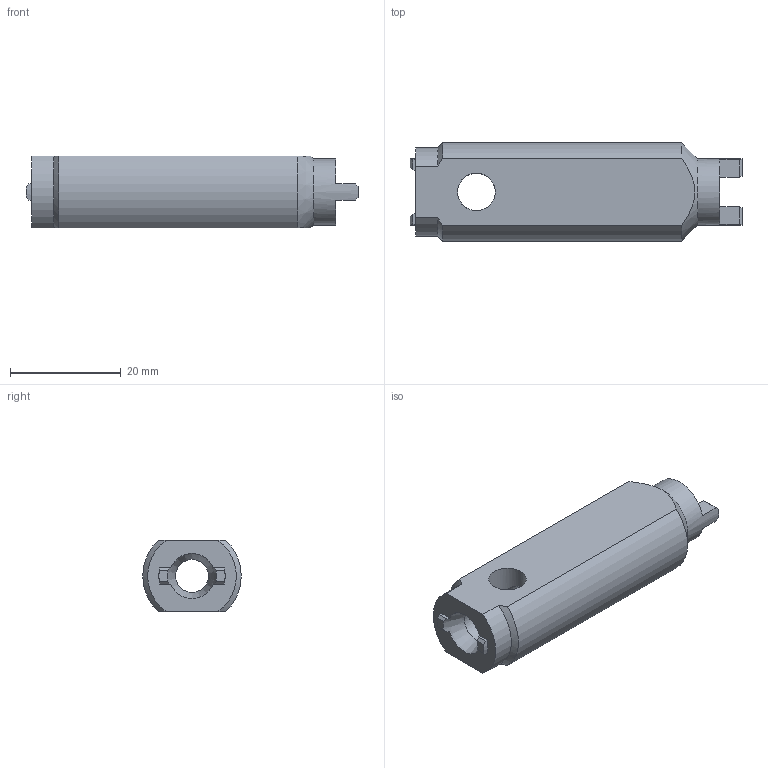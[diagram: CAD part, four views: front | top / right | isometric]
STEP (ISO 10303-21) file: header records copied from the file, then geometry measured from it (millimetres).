
FILE_DESCRIPTION (( 'STEP AP214' ), '1' );
FILE_NAME ('PS4.ER4.002.090.STEP', '2020-11-20T16:37:49', ( '' ), ( '' ), 'SwSTEP 2.0', 'SolidWorks 2017', '' );
FILE_SCHEMA (( 'AUTOMOTIVE_DESIGN' ));
Length unit declared in the file: millimetre
Products named in the file (1): PS4.ER4.002.090
Bounding box: 60 x 17.8 x 13 mm (x, y, z)
Volume: 9037 mm3; surface area: 4304.2 mm2
Topology: 1 solids, 1 shells, 214 faces, 594 edges, 395 vertices
Faces by surface type: plane 114, bspline 86, cylinder 10, cone 4
Full cylindrical faces by diameter (mm): 6 x2, 6.8 x1, 12 x1
Entity records: 12141 total; most frequent: CARTESIAN_POINT 5433, ORIENTED_EDGE 1164, DIRECTION 668, EDGE_CURVE 582, VERTEX_POINT 390, VECTOR 354, LINE 354, EDGE_LOOP 240
